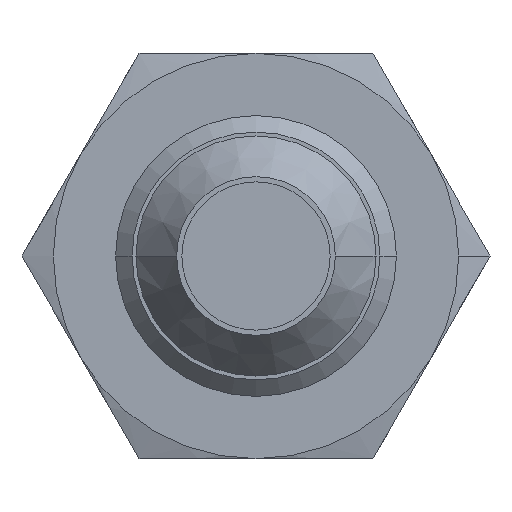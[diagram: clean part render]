
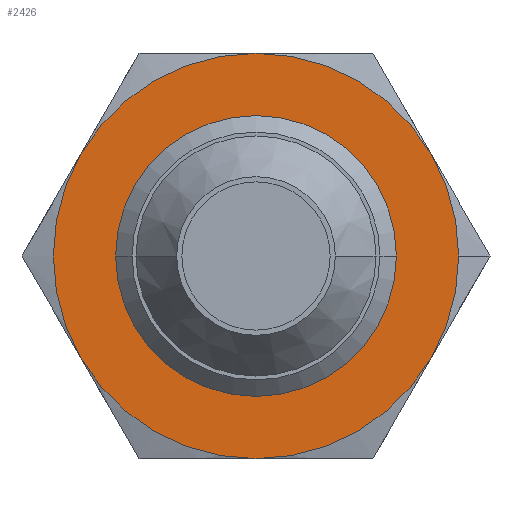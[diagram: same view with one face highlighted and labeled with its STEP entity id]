
A CAD part, left-side view. The second image highlights one B-rep face of the part: STEP entity #2426.
In plain terms, the highlighted planar face has unit normal (-1, 0, 0).
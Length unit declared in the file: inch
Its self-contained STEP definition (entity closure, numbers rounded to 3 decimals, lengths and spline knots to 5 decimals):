
#963=CARTESIAN_POINT('',(0.,0.,0.));
#964=DIRECTION('',(1.,0.,0.));
#965=DIRECTION('',(0.,1.,0.));
#966=AXIS2_PLACEMENT_3D('',#963,#964,#965);
#985=CARTESIAN_POINT('',(0.,0.,0.));
#986=DIRECTION('',(-1.,0.,0.));
#987=DIRECTION('',(0.,1.,0.));
#988=AXIS2_PLACEMENT_3D('',#985,#986,#987);
#993=CARTESIAN_POINT('',(0.,0.,0.));
#994=DIRECTION('',(1.,0.,0.));
#995=DIRECTION('',(0.,0.866,0.5));
#996=AXIS2_PLACEMENT_3D('',#993,#994,#995);
#1001=CARTESIAN_POINT('',(0.,0.,0.));
#1002=DIRECTION('',(1.,0.,0.));
#1003=DIRECTION('',(0.,0.,1.));
#1004=AXIS2_PLACEMENT_3D('',#1001,#1002,#1003);
#1009=CARTESIAN_POINT('',(0.,0.,0.));
#1010=DIRECTION('',(1.,0.,0.));
#1011=DIRECTION('',(0.,-0.866,0.5));
#1012=AXIS2_PLACEMENT_3D('',#1009,#1010,#1011);
#1017=CARTESIAN_POINT('',(0.,0.,0.));
#1018=DIRECTION('',(-1.,0.,0.));
#1019=DIRECTION('',(0.,-0.866,-0.5));
#1020=AXIS2_PLACEMENT_3D('',#1017,#1018,#1019);
#1025=CARTESIAN_POINT('',(0.,0.,0.));
#1026=DIRECTION('',(-1.,0.,0.));
#1027=DIRECTION('',(0.,0.,-1.));
#1028=AXIS2_PLACEMENT_3D('',#1025,#1026,#1027);
#1033=CARTESIAN_POINT('',(0.,0.,0.));
#1034=DIRECTION('',(-1.,0.,0.));
#1035=DIRECTION('',(0.,0.866,-0.5));
#1036=AXIS2_PLACEMENT_3D('',#1033,#1034,#1035);
#1041=CARTESIAN_POINT('',(0.,0.,0.));
#1042=DIRECTION('',(-1.,0.,0.));
#1043=DIRECTION('',(0.,0.866,0.5));
#1044=AXIS2_PLACEMENT_3D('',#1041,#1042,#1043);
#1066=CARTESIAN_POINT('',(0.,0.35161,0.203));
#1088=CARTESIAN_POINT('',(0.,-0.35161,0.203));
#1099=CARTESIAN_POINT('',(0.,0.,0.406));
#1121=CARTESIAN_POINT('',(0.,0.35161,-0.203));
#1143=CARTESIAN_POINT('',(0.,0.,-0.406));
#1165=CARTESIAN_POINT('',(0.,-0.35161,-0.203));
#1425=CARTESIAN_POINT('',(0.,0.2405,0.));
#1427=VERTEX_POINT('',#1425);
#1441=CARTESIAN_POINT('',(0.,-0.2405,0.));
#1443=VERTEX_POINT('',#1441);
#1505=VERTEX_POINT('',#1099);
#1508=VERTEX_POINT('',#1066);
#1509=VERTEX_POINT('',#1088);
#1517=VERTEX_POINT('',#1121);
#1519=VERTEX_POINT('',#1143);
#1520=VERTEX_POINT('',#1165);
#1523=CARTESIAN_POINT('',(0.,-0.406,0.));
#1524=VERTEX_POINT('',#1523);
#2401=CARTESIAN_POINT('',(0.,0.,0.));
#2402=DIRECTION('',(1.,0.,0.));
#2403=DIRECTION('',(0.,-1.,0.));
#2404=AXIS2_PLACEMENT_3D('',#2401,#2402,#2403);
#2405=PLANE('',#2404);
#2407=ORIENTED_EDGE('',*,*,#2406,.F.);
#2409=ORIENTED_EDGE('',*,*,#2408,.T.);
#2411=ORIENTED_EDGE('',*,*,#2410,.T.);
#2413=ORIENTED_EDGE('',*,*,#2412,.T.);
#2415=ORIENTED_EDGE('',*,*,#2414,.F.);
#2417=ORIENTED_EDGE('',*,*,#2416,.F.);
#2419=ORIENTED_EDGE('',*,*,#2418,.F.);
#2420=EDGE_LOOP('',(#2407,#2409,#2411,#2413,#2415,#2417,#2419));
#2421=FACE_OUTER_BOUND('',#2420,.F.);
#2422=ORIENTED_EDGE('',*,*,#2380,.F.);
#2423=ORIENTED_EDGE('',*,*,#2396,.T.);
#2424=EDGE_LOOP('',(#2422,#2423));
#2425=FACE_BOUND('',#2424,.F.);
#967=CIRCLE('',#966,0.2405);
#989=CIRCLE('',#988,0.2405);
#997=CIRCLE('',#996,0.406);
#1005=CIRCLE('',#1004,0.406);
#1013=CIRCLE('',#1012,0.406);
#1021=CIRCLE('',#1020,0.406);
#1029=CIRCLE('',#1028,0.406);
#1037=CIRCLE('',#1036,0.406);
#1045=CIRCLE('',#1044,0.406);
#2380=EDGE_CURVE('',#1427,#1443,#967,.T.);
#2396=EDGE_CURVE('',#1427,#1443,#989,.T.);
#2406=EDGE_CURVE('',#1508,#1517,#1045,.T.);
#2408=EDGE_CURVE('',#1508,#1505,#997,.T.);
#2410=EDGE_CURVE('',#1505,#1509,#1005,.T.);
#2412=EDGE_CURVE('',#1509,#1524,#1013,.T.);
#2414=EDGE_CURVE('',#1520,#1524,#1021,.T.);
#2416=EDGE_CURVE('',#1519,#1520,#1029,.T.);
#2418=EDGE_CURVE('',#1517,#1519,#1037,.T.);
#2426=ADVANCED_FACE('',(#2421,#2425),#2405,.F.);
